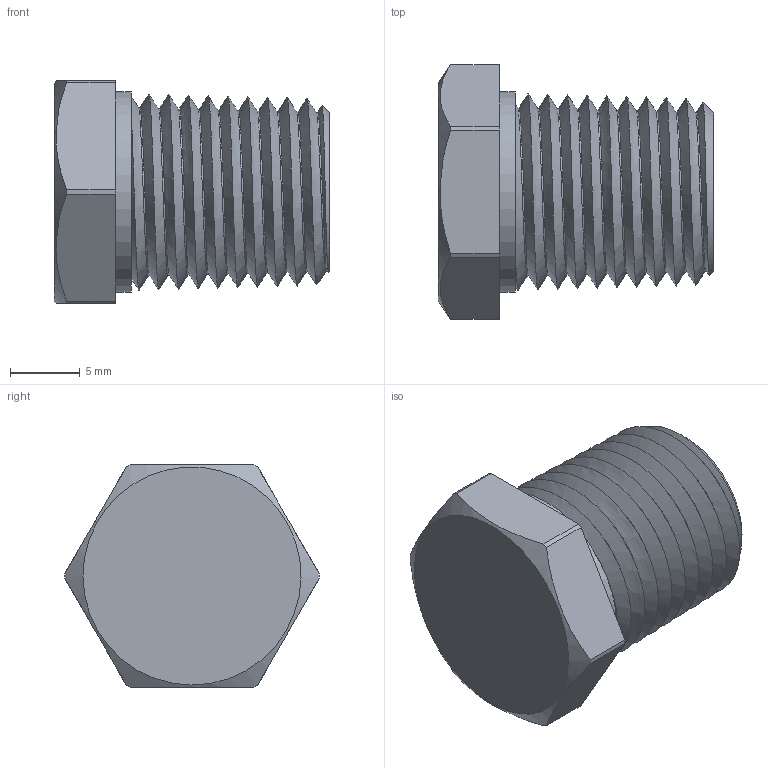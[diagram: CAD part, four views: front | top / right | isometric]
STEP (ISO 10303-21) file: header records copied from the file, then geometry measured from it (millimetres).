
FILE_DESCRIPTION(/* description */ ('Verschlusschraube sechskant Ex NPT 1/4"'),/* implementation_level */ '2;1');
FILE_NAME(/* name */ 'RX190194-RST.stp',/* time_stamp */ '2022-01-18T12:22:40+01:00',/* author */ ('sl'),/* organization */ (''),/* preprocessor_version */ 'ST-DEVELOPER v16.5',/* originating_system */ 'Autodesk Inventor 2017',/* authorisation */ '');
FILE_SCHEMA (('AUTOMOTIVE_DESIGN { 1 0 10303 214 3 1 1 }'));
Length unit declared in the file: millimetre
Products named in the file (1): RX190194
Bounding box: 19.67 x 18.2 x 15.92 mm (x, y, z)
Volume: 2094.2 mm3; surface area: 3026.6 mm2
Topology: 1 solids, 1 shells, 26 faces, 65 edges, 41 vertices
Faces by surface type: plane 10, cylinder 8, cone 5, bspline 3
Full cylindrical faces by diameter (mm): 7.94 x1, 14.3 x1
Entity records: 2376 total; most frequent: CARTESIAN_POINT 1802, ORIENTED_EDGE 112, DIRECTION 108, EDGE_CURVE 54, AXIS2_PLACEMENT_3D 45, VERTEX_POINT 37, EDGE_LOOP 33, FACE_OUTER_BOUND 26
